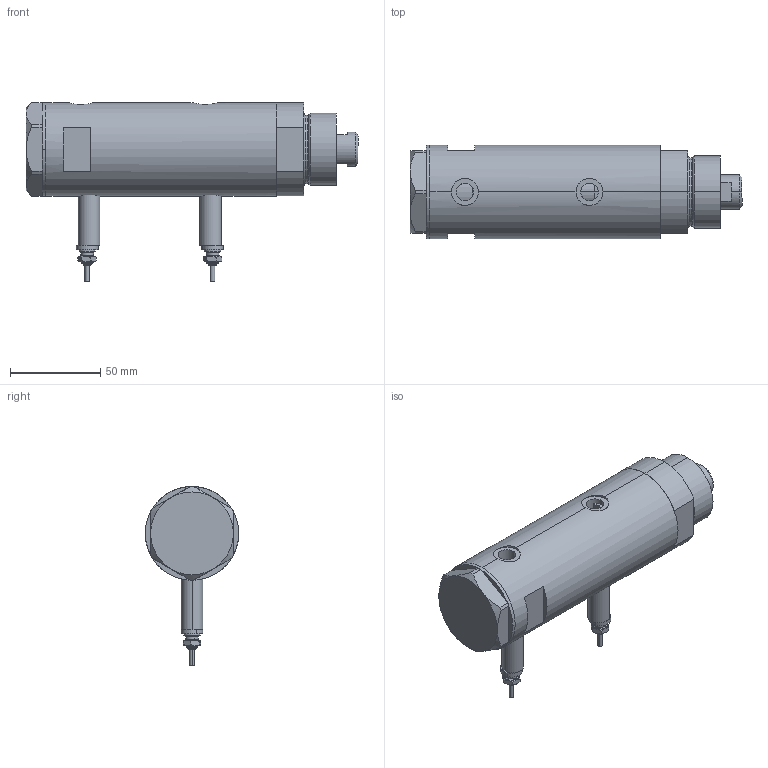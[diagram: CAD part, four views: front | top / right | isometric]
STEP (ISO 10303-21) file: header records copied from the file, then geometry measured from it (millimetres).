
FILE_DESCRIPTION (( 'STEP AP203' ), '1' );
FILE_NAME ('e0a8.STEP', '2024-02-11T08:34:02', ( '' ), ( '' ), 'SwSTEP 2.0', 'SolidWorks 2019', '' );
FILE_SCHEMA (( 'CONFIG_CONTROL_DESIGN' ));
Length unit declared in the file: millimetre
Products named in the file (6): V270CG_VC 0a956e6e0f97117fb39e719dc07de836; Switch 0a956e6e0f97117fb39e719dc07de836; V270CG_BACK 0a956e6e0f97117fb39e719dc07de836; V270CG_MIDDLE 0a956e6e0f97117fb39e719dc07de836; e0a8; V270CG_FRONT 0a956e6e0f97117fb39e719dc07de836
Assembly tree (6 placements, depth 2):
  e0a8
    V270CG_MIDDLE 0a956e6e0f97117fb39e719dc07de836
    V270CG_BACK 0a956e6e0f97117fb39e719dc07de836
    V270CG_FRONT 0a956e6e0f97117fb39e719dc07de836
    V270CG_VC 0a956e6e0f97117fb39e719dc07de836
    Switch 0a956e6e0f97117fb39e719dc07de836  x2
Bounding box: 184.4 x 52 x 99.4 mm (x, y, z)
Volume: 346824.8 mm3; surface area: 80384.3 mm2
Topology: 6 solids, 6 shells, 226 faces, 495 edges, 299 vertices
Faces by surface type: plane 93, cylinder 69, cone 40, torus 24
Entity records: 6303 total; most frequent: CARTESIAN_POINT 1623, DIRECTION 901, ORIENTED_EDGE 798, EDGE_CURVE 399, AXIS2_PLACEMENT_3D 377, VERTEX_POINT 243, EDGE_LOOP 202, CIRCLE 188
